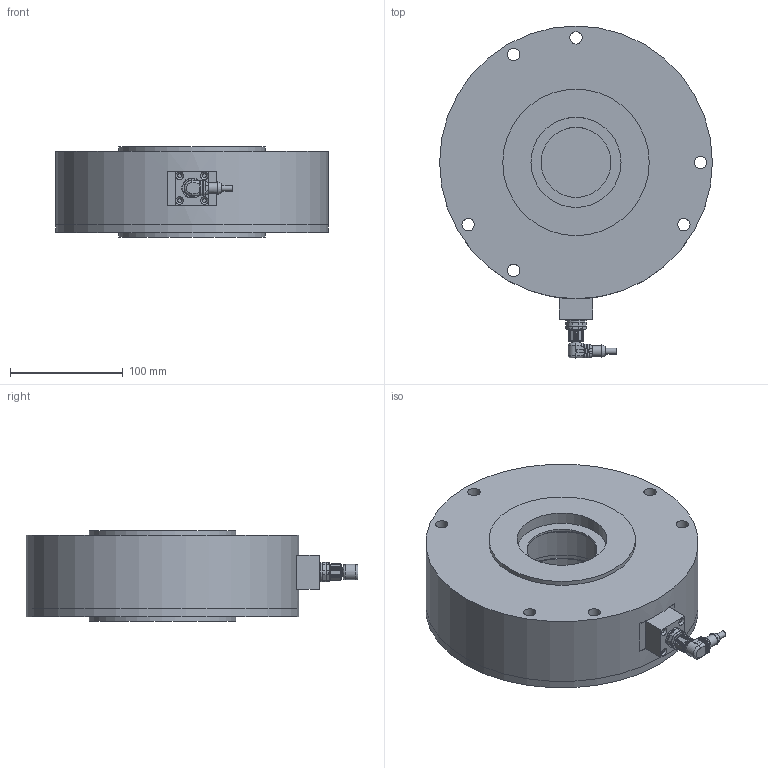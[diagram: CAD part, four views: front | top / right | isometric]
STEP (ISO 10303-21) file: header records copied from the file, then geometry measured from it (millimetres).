
FILE_DESCRIPTION (( 'STEP AP214' ), '1' );
FILE_NAME ('a_BZA4-45-1000N...5000N-S2 STEP.STEP', '2024-11-18T08:38:42', ( '' ), ( '' ), 'SwSTEP 2.0', 'SolidWorks 2023', '' );
FILE_SCHEMA (( 'AUTOMOTIVE_DESIGN' ));
Length unit declared in the file: millimetre
Products named in the file (1): a_BZA4-45-1000N...5000N-S2 STEP
Bounding box: 242 x 294.45 x 80 mm (x, y, z)
Volume: 2787408.2 mm3; surface area: 397386 mm2
Topology: 6 solids, 11 shells, 734 faces, 1917 edges, 1240 vertices
Faces by surface type: plane 387, cylinder 203, cone 78, bspline 63, torus 3
Full cylindrical faces by diameter (mm): 1 x8, 1.1 x4, 1.15 x4, 1.2 x1, 1.5 x4, 1.55 x8, 1.6 x8, 1.85 x4, 3.4 x4, 4.2 x3, 5.2 x1, 7.65 x1, 8.375 x1, 8.42 x1, 9.22 x1, 9.3 x1, 9.6 x1, 9.7 x1, 9.95 x1, 10.4 x1, 10.8 x1, 11 x13, 12 x1, 13.5 x2, 14 x1, 14.5 x1, 16 x1, 16.7 x1, 24 x1, 62 x1
Entity records: 24742 total; most frequent: CARTESIAN_POINT 8028, ORIENTED_EDGE 3420, DIRECTION 3187, EDGE_CURVE 1710, VERTEX_POINT 1176, AXIS2_PLACEMENT_3D 1160, EDGE_LOOP 968, LINE 867
